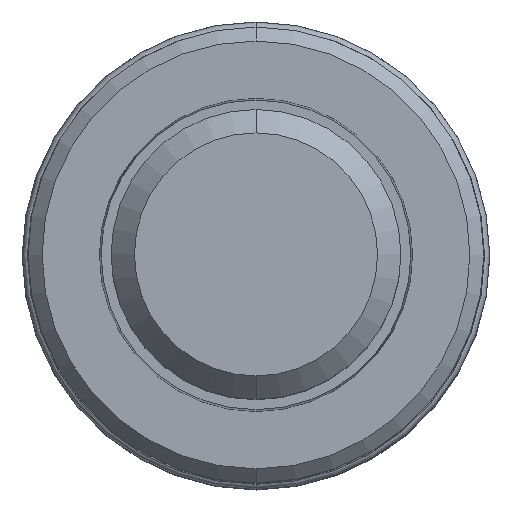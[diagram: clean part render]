
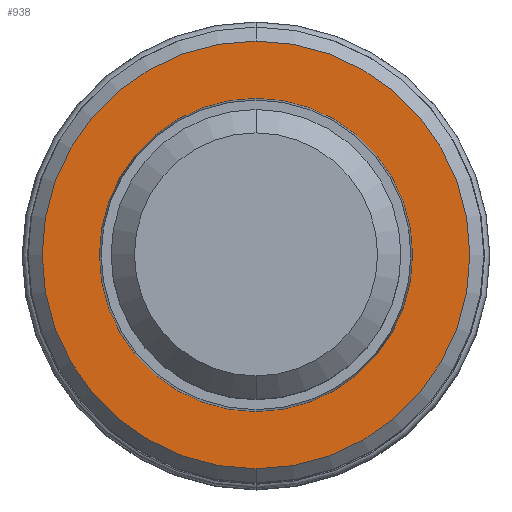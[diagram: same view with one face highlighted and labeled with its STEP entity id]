
A CAD part, top view. The second image highlights one B-rep face of the part: STEP entity #938.
In plain terms, the highlighted face is planar.
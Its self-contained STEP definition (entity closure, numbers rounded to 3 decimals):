
#377=CARTESIAN_POINT('',(0.,0.,0.));
#378=DIRECTION('',(0.,0.,-1.));
#379=DIRECTION('',(0.,1.,0.));
#380=AXIS2_PLACEMENT_3D('',#377,#378,#379);
#385=CARTESIAN_POINT('',(0.,0.,0.));
#386=DIRECTION('',(0.,0.,-1.));
#387=DIRECTION('',(0.,-1.,0.));
#388=AXIS2_PLACEMENT_3D('',#385,#386,#387);
#393=CARTESIAN_POINT('',(0.,0.,0.));
#394=DIRECTION('',(0.,0.,1.));
#395=DIRECTION('',(0.,1.,0.));
#396=AXIS2_PLACEMENT_3D('',#393,#394,#395);
#401=CARTESIAN_POINT('',(0.,0.,0.));
#402=DIRECTION('',(0.,0.,1.));
#403=DIRECTION('',(0.,-1.,0.));
#404=AXIS2_PLACEMENT_3D('',#401,#402,#403);
#543=CARTESIAN_POINT('',(0.,4.575,0.));
#544=CARTESIAN_POINT('',(0.,-4.575,0.));
#545=VERTEX_POINT('',#543);
#546=VERTEX_POINT('',#544);
#555=CARTESIAN_POINT('',(0.,3.35,0.));
#556=CARTESIAN_POINT('',(0.,-3.35,0.));
#557=VERTEX_POINT('',#555);
#558=VERTEX_POINT('',#556);
#923=CARTESIAN_POINT('',(0.,0.,0.));
#924=DIRECTION('',(0.,0.,-1.));
#925=DIRECTION('',(0.,-1.,0.));
#926=AXIS2_PLACEMENT_3D('',#923,#924,#925);
#927=PLANE('',#926);
#928=ORIENTED_EDGE('',*,*,#626,.T.);
#929=ORIENTED_EDGE('',*,*,#611,.T.);
#930=EDGE_LOOP('',(#928,#929));
#931=FACE_OUTER_BOUND('',#930,.F.);
#933=ORIENTED_EDGE('',*,*,#932,.T.);
#935=ORIENTED_EDGE('',*,*,#934,.T.);
#936=EDGE_LOOP('',(#933,#935));
#937=FACE_BOUND('',#936,.F.);
#938=ADVANCED_FACE('',(#931,#937),#927,.T.);
#381=CIRCLE('',#380,3.35);
#389=CIRCLE('',#388,3.35);
#397=CIRCLE('',#396,4.575);
#405=CIRCLE('',#404,4.575);
#611=EDGE_CURVE('',#546,#545,#405,.T.);
#626=EDGE_CURVE('',#545,#546,#397,.T.);
#932=EDGE_CURVE('',#557,#558,#381,.T.);
#934=EDGE_CURVE('',#558,#557,#389,.T.);
